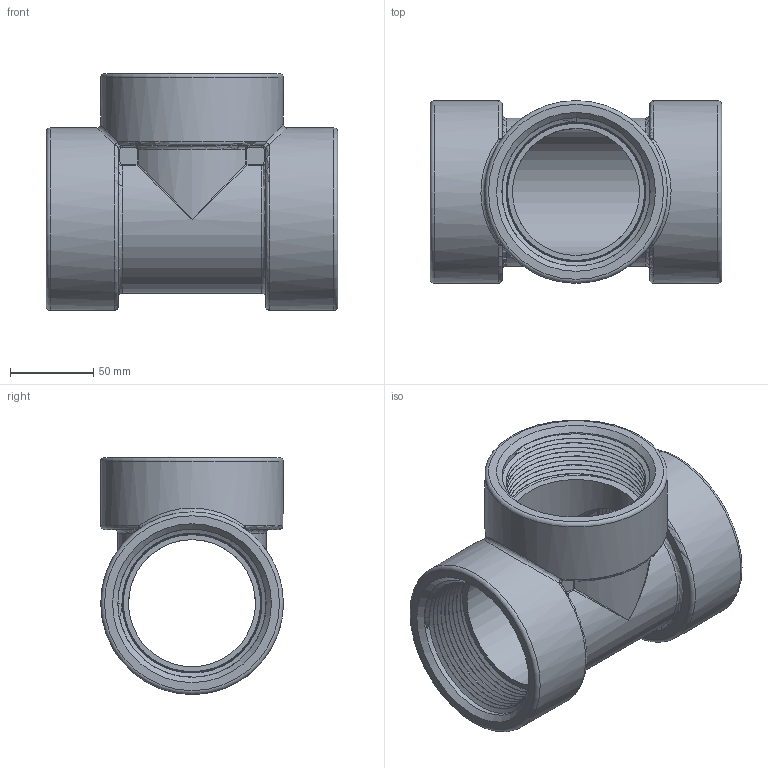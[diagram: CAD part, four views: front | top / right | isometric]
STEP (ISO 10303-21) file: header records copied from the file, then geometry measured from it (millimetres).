
FILE_DESCRIPTION(/* description */ ('3" Pipe Tee'),/* implementation_level */ '2;1');
FILE_NAME(/* name */ 'TEE300.stp',/* time_stamp */ '2013-12-06T09:07:15-05:00',/* author */ ('DTruax'),/* organization */ (''),/* preprocessor_version */ 'ST-DEVELOPER v15.2',/* originating_system */ 'Autodesk Inventor 2014',/* authorisation */ '');
FILE_SCHEMA (('AUTOMOTIVE_DESIGN { 1 0 10303 214 3 1 1 }'));
Length unit declared in the file: inch
Products named in the file (1): TEE300
Bounding box: 174.75 x 109.47 x 142.11 mm (x, y, z)
Volume: 625990.6 mm3; surface area: 153590.9 mm2
Topology: 1 solids, 1 shells, 513 faces, 1379 edges, 896 vertices
Faces by surface type: bspline 207, plane 173, cylinder 79, cone 39, torus 15
Full cylindrical faces by diameter (mm): 76.2 x2, 109.474 x3
Entity records: 26463 total; most frequent: CARTESIAN_POINT 15590, ORIENTED_EDGE 2562, DIRECTION 1704, EDGE_CURVE 1281, VERTEX_POINT 842, AXIS2_PLACEMENT_3D 597, EDGE_LOOP 535, LINE 510
